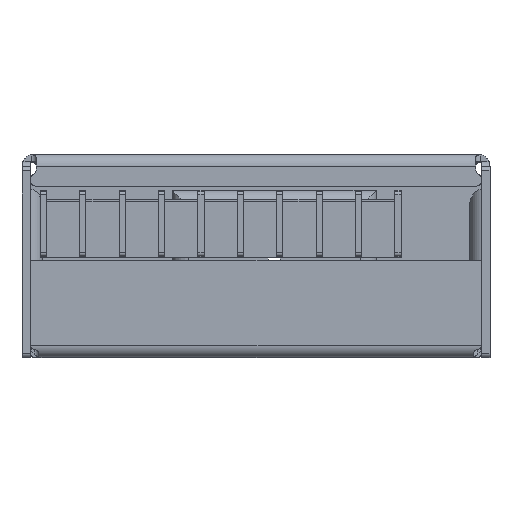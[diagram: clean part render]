
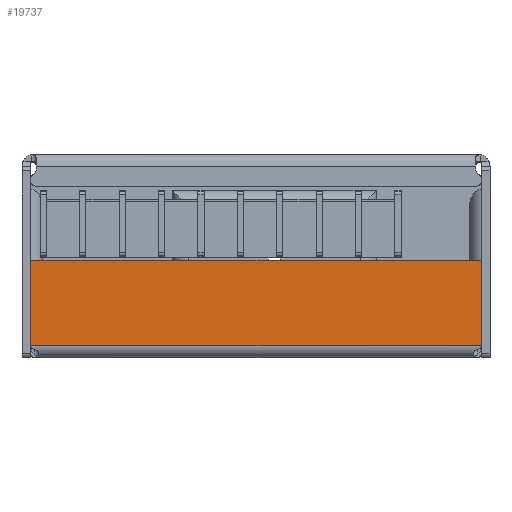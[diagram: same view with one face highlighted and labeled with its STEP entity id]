
A CAD part, left-side view. The second image highlights one B-rep face of the part: STEP entity #19737.
In plain terms, the highlighted planar face has unit normal (-1, 0, 0).
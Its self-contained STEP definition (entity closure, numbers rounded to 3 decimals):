
#1023=PLANE('',#21372);
#1923=FACE_OUTER_BOUND('',#2981,.T.);
#2981=EDGE_LOOP('',(#17859,#17860,#17861,#17862,#17863,#17864));
#4861=LINE('',#42502,#6717);
#4862=LINE('',#42506,#6718);
#4863=LINE('',#42508,#6719);
#4864=LINE('',#42509,#6720);
#6717=VECTOR('',#26343,10.);
#6718=VECTOR('',#26346,10.);
#6719=VECTOR('',#26347,10.);
#6720=VECTOR('',#26348,10.);
#7459=CIRCLE('',#21371,1.12);
#7460=CIRCLE('',#21373,1.12);
#9390=VERTEX_POINT('',#42486);
#9391=VERTEX_POINT('',#42497);
#9392=VERTEX_POINT('',#42501);
#9393=VERTEX_POINT('',#42503);
#9394=VERTEX_POINT('',#42505);
#9395=VERTEX_POINT('',#42507);
#12282=EDGE_CURVE('',#9390,#9391,#7459,.T.);
#12284=EDGE_CURVE('',#9392,#9390,#4861,.T.);
#12285=EDGE_CURVE('',#9393,#9392,#7460,.T.);
#12286=EDGE_CURVE('',#9393,#9394,#4862,.T.);
#12287=EDGE_CURVE('',#9395,#9394,#4863,.T.);
#12288=EDGE_CURVE('',#9391,#9395,#4864,.T.);
#17859=ORIENTED_EDGE('',*,*,#12282,.F.);
#17860=ORIENTED_EDGE('',*,*,#12284,.F.);
#17861=ORIENTED_EDGE('',*,*,#12285,.F.);
#17862=ORIENTED_EDGE('',*,*,#12286,.T.);
#17863=ORIENTED_EDGE('',*,*,#12287,.F.);
#17864=ORIENTED_EDGE('',*,*,#12288,.F.);
#19737=ADVANCED_FACE('',(#1923),#1023,.T.);
#21371=AXIS2_PLACEMENT_3D('',#42498,#26338,#26339);
#21372=AXIS2_PLACEMENT_3D('',#42500,#26341,#26342);
#21373=AXIS2_PLACEMENT_3D('',#42504,#26344,#26345);
#26338=DIRECTION('center_axis',(1.,0.,0.));
#26339=DIRECTION('ref_axis',(0.,-1.,0.));
#26341=DIRECTION('center_axis',(-1.,0.,0.));
#26342=DIRECTION('ref_axis',(0.,-1.,0.));
#26343=DIRECTION('',(0.,1.,0.));
#26344=DIRECTION('center_axis',(1.,0.,0.));
#26345=DIRECTION('ref_axis',(0.,-0.707,-0.707));
#26346=DIRECTION('',(0.,0.,1.));
#26347=DIRECTION('',(0.,-1.,0.));
#26348=DIRECTION('',(0.,0.,1.));
#42486=CARTESIAN_POINT('',(3.,112.895,-47.));
#42497=CARTESIAN_POINT('',(3.,112.9,-46.893));
#42498=CARTESIAN_POINT('Origin',(3.,111.78,-46.893));
#42500=CARTESIAN_POINT('Origin',(3.,112.9,-50.));
#42501=CARTESIAN_POINT('',(3.,2.106,-47.));
#42502=CARTESIAN_POINT('',(3.,85.2,-47.));
#42503=CARTESIAN_POINT('',(3.,2.1,-46.88));
#42504=CARTESIAN_POINT('Origin',(3.,3.22,-46.88));
#42505=CARTESIAN_POINT('',(3.,2.1,-26.));
#42506=CARTESIAN_POINT('',(3.,2.1,-50.));
#42507=CARTESIAN_POINT('',(3.,112.9,-26.));
#42508=CARTESIAN_POINT('',(3.,112.9,-26.));
#42509=CARTESIAN_POINT('',(3.,112.9,-50.));
